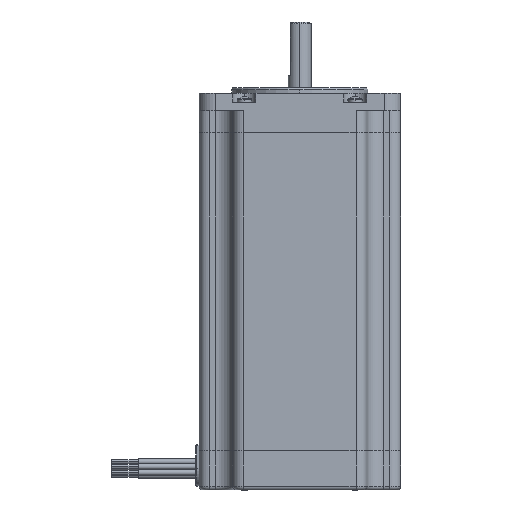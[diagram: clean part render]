
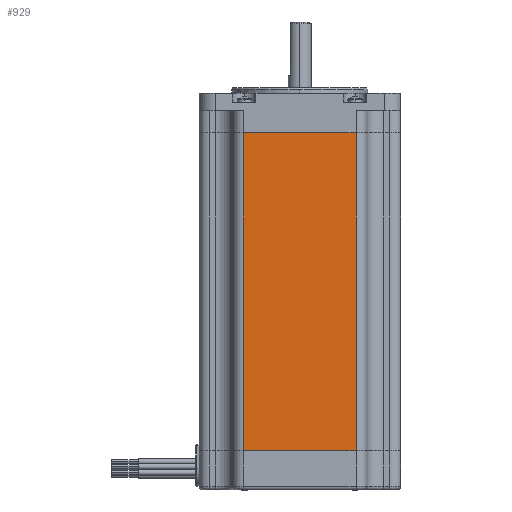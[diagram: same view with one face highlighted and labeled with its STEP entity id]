
A CAD part, left-side view. The second image highlights one B-rep face of the part: STEP entity #929.
In plain terms, the highlighted planar face has unit normal (-1, 0, 0).
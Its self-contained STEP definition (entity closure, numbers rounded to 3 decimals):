
#34 = DIRECTION ( 'NONE',  ( 0., 1., 0. ) ) ;
#69 = CARTESIAN_POINT ( 'NONE',  ( -28.2, -15.75, -89. ) ) ;
#91 = ORIENTED_EDGE ( 'NONE', *, *, #6120, .F. ) ;
#133 = DIRECTION ( 'NONE',  ( 0., 0., 1. ) ) ;
#180 = CARTESIAN_POINT ( 'NONE',  ( -28.2, -15.75, 0. ) ) ;
#515 = CARTESIAN_POINT ( 'NONE',  ( -28.2, -15.75, -89. ) ) ;
#621 = EDGE_LOOP ( 'NONE', ( #1520, #91, #1053, #8482 ) ) ;
#674 = VECTOR ( 'NONE', #2745, 1000. ) ;
#929 = ADVANCED_FACE ( 'NONE', ( #6157 ), #4483, .F. ) ;
#945 = AXIS2_PLACEMENT_3D ( 'NONE', #2235, #6410, #1616 ) ;
#1053 = ORIENTED_EDGE ( 'NONE', *, *, #5309, .F. ) ;
#1200 = EDGE_CURVE ( 'NONE', #4739, #1560, #1661, .T. ) ;
#1478 = VERTEX_POINT ( 'NONE', #2443 ) ;
#1520 = ORIENTED_EDGE ( 'NONE', *, *, #4083, .T. ) ;
#1560 = VERTEX_POINT ( 'NONE', #8063 ) ;
#1616 = DIRECTION ( 'NONE',  ( 0., 0., -1. ) ) ;
#1661 = LINE ( 'NONE', #3383, #6547 ) ;
#2235 = CARTESIAN_POINT ( 'NONE',  ( -28.2, -15.75, -89. ) ) ;
#2443 = CARTESIAN_POINT ( 'NONE',  ( -28.2, 15.75, 0. ) ) ;
#2603 = DIRECTION ( 'NONE',  ( 0., 1., 0. ) ) ;
#2745 = DIRECTION ( 'NONE',  ( 0., 0., 1. ) ) ;
#3383 = CARTESIAN_POINT ( 'NONE',  ( -28.2, -15.75, -89. ) ) ;
#3476 = VECTOR ( 'NONE', #34, 1000. ) ;
#4083 = EDGE_CURVE ( 'NONE', #1560, #1478, #9265, .T. ) ;
#4483 = PLANE ( 'NONE',  #945 ) ;
#4739 = VERTEX_POINT ( 'NONE', #515 ) ;
#5309 = EDGE_CURVE ( 'NONE', #4739, #9105, #9734, .T. ) ;
#5883 = CARTESIAN_POINT ( 'NONE',  ( -28.2, 15.75, -89. ) ) ;
#6120 = EDGE_CURVE ( 'NONE', #9105, #1478, #6833, .T. ) ;
#6157 = FACE_OUTER_BOUND ( 'NONE', #621, .T. ) ;
#6410 = DIRECTION ( 'NONE',  ( 1., 0., 0. ) ) ;
#6547 = VECTOR ( 'NONE', #133, 1000. ) ;
#6833 = LINE ( 'NONE', #5883, #674 ) ;
#7456 = CARTESIAN_POINT ( 'NONE',  ( -28.2, 15.75, -89. ) ) ;
#8063 = CARTESIAN_POINT ( 'NONE',  ( -28.2, -15.75, 0. ) ) ;
#8482 = ORIENTED_EDGE ( 'NONE', *, *, #1200, .T. ) ;
#8621 = VECTOR ( 'NONE', #2603, 1000. ) ;
#9105 = VERTEX_POINT ( 'NONE', #7456 ) ;
#9265 = LINE ( 'NONE', #180, #8621 ) ;
#9734 = LINE ( 'NONE', #69, #3476 ) ;
